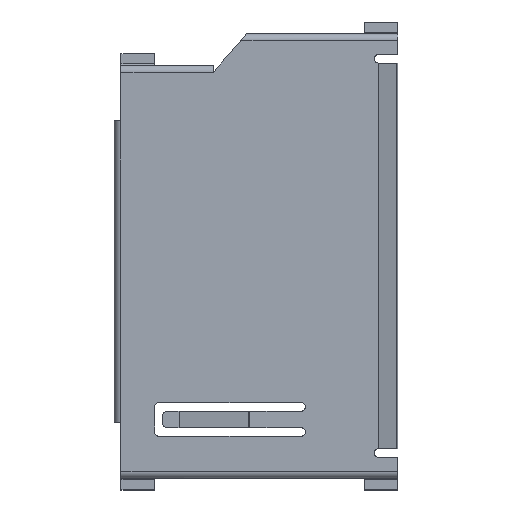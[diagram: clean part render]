
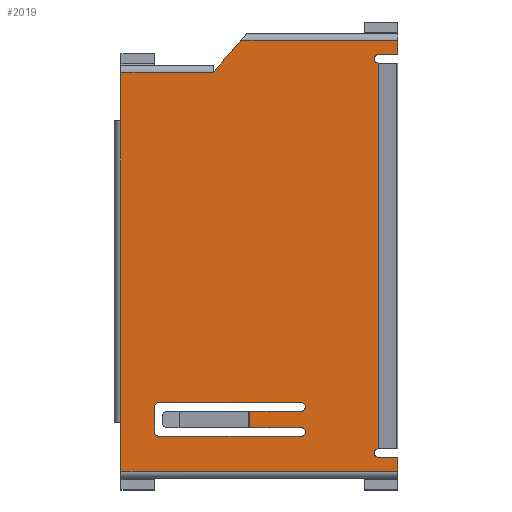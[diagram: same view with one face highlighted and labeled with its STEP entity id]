
A CAD part, top view. The second image highlights one B-rep face of the part: STEP entity #2019.
In plain terms, the highlighted planar face has unit normal (0, 0, 1).
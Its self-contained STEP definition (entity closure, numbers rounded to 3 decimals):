
#75=CIRCLE('',#2155,0.25);
#76=CIRCLE('',#2156,0.25);
#77=CIRCLE('',#2157,0.25);
#78=CIRCLE('',#2158,0.25);
#79=CIRCLE('',#2159,0.25);
#80=CIRCLE('',#2160,0.25);
#180=ORIENTED_EDGE('',*,*,#790,.F.);
#181=ORIENTED_EDGE('',*,*,#791,.T.);
#182=ORIENTED_EDGE('',*,*,#792,.T.);
#183=ORIENTED_EDGE('',*,*,#779,.T.);
#184=ORIENTED_EDGE('',*,*,#793,.T.);
#185=ORIENTED_EDGE('',*,*,#794,.F.);
#186=ORIENTED_EDGE('',*,*,#795,.F.);
#187=ORIENTED_EDGE('',*,*,#796,.F.);
#188=ORIENTED_EDGE('',*,*,#797,.T.);
#189=ORIENTED_EDGE('',*,*,#798,.T.);
#190=ORIENTED_EDGE('',*,*,#799,.T.);
#191=ORIENTED_EDGE('',*,*,#800,.T.);
#192=ORIENTED_EDGE('',*,*,#769,.T.);
#193=ORIENTED_EDGE('',*,*,#801,.F.);
#194=ORIENTED_EDGE('',*,*,#802,.F.);
#195=ORIENTED_EDGE('',*,*,#803,.T.);
#196=ORIENTED_EDGE('',*,*,#804,.T.);
#197=ORIENTED_EDGE('',*,*,#805,.T.);
#198=ORIENTED_EDGE('',*,*,#806,.T.);
#199=ORIENTED_EDGE('',*,*,#807,.T.);
#200=ORIENTED_EDGE('',*,*,#808,.T.);
#201=ORIENTED_EDGE('',*,*,#809,.T.);
#202=ORIENTED_EDGE('',*,*,#810,.T.);
#203=ORIENTED_EDGE('',*,*,#811,.T.);
#204=ORIENTED_EDGE('',*,*,#812,.T.);
#769=EDGE_CURVE('',#1075,#1074,#1267,.T.);
#779=EDGE_CURVE('',#1084,#1085,#1273,.T.);
#790=EDGE_CURVE('',#1094,#1095,#1280,.T.);
#791=EDGE_CURVE('',#1094,#1096,#75,.T.);
#792=EDGE_CURVE('',#1096,#1084,#1281,.F.);
#793=EDGE_CURVE('',#1085,#1097,#1282,.T.);
#794=EDGE_CURVE('',#1098,#1097,#1283,.T.);
#795=EDGE_CURVE('',#1099,#1098,#1284,.T.);
#796=EDGE_CURVE('',#1100,#1099,#1285,.T.);
#797=EDGE_CURVE('',#1100,#1101,#1286,.T.);
#798=EDGE_CURVE('',#1101,#1102,#1287,.T.);
#799=EDGE_CURVE('',#1102,#1103,#1288,.T.);
#800=EDGE_CURVE('',#1103,#1075,#1289,.T.);
#801=EDGE_CURVE('',#1104,#1074,#1290,.T.);
#802=EDGE_CURVE('',#1095,#1104,#76,.T.);
#803=EDGE_CURVE('',#1105,#1106,#1291,.T.);
#804=EDGE_CURVE('',#1106,#1107,#1292,.F.);
#805=EDGE_CURVE('',#1107,#1108,#1293,.T.);
#806=EDGE_CURVE('',#1108,#1109,#77,.T.);
#807=EDGE_CURVE('',#1109,#1110,#1294,.T.);
#808=EDGE_CURVE('',#1110,#1111,#78,.T.);
#809=EDGE_CURVE('',#1111,#1112,#1295,.T.);
#810=EDGE_CURVE('',#1112,#1113,#79,.T.);
#811=EDGE_CURVE('',#1113,#1114,#1296,.T.);
#812=EDGE_CURVE('',#1114,#1105,#80,.T.);
#1074=VERTEX_POINT('',#2963);
#1075=VERTEX_POINT('',#2965);
#1084=VERTEX_POINT('',#2985);
#1085=VERTEX_POINT('',#2986);
#1094=VERTEX_POINT('',#3007);
#1095=VERTEX_POINT('',#3008);
#1096=VERTEX_POINT('',#3010);
#1097=VERTEX_POINT('',#3013);
#1098=VERTEX_POINT('',#3015);
#1099=VERTEX_POINT('',#3017);
#1100=VERTEX_POINT('',#3019);
#1101=VERTEX_POINT('',#3021);
#1102=VERTEX_POINT('',#3023);
#1103=VERTEX_POINT('',#3025);
#1104=VERTEX_POINT('',#3028);
#1105=VERTEX_POINT('',#3031);
#1106=VERTEX_POINT('',#3032);
#1107=VERTEX_POINT('',#3034);
#1108=VERTEX_POINT('',#3036);
#1109=VERTEX_POINT('',#3038);
#1110=VERTEX_POINT('',#3040);
#1111=VERTEX_POINT('',#3042);
#1112=VERTEX_POINT('',#3044);
#1113=VERTEX_POINT('',#3046);
#1114=VERTEX_POINT('',#3048);
#1267=LINE('',#2964,#1501);
#1273=LINE('',#2984,#1507);
#1280=LINE('',#3006,#1514);
#1281=LINE('',#3011,#1515);
#1282=LINE('',#3012,#1516);
#1283=LINE('',#3014,#1517);
#1284=LINE('',#3016,#1518);
#1285=LINE('',#3018,#1519);
#1286=LINE('',#3020,#1520);
#1287=LINE('',#3022,#1521);
#1288=LINE('',#3024,#1522);
#1289=LINE('',#3026,#1523);
#1290=LINE('',#3027,#1524);
#1291=LINE('',#3030,#1525);
#1292=LINE('',#3033,#1526);
#1293=LINE('',#3035,#1527);
#1294=LINE('',#3039,#1528);
#1295=LINE('',#3043,#1529);
#1296=LINE('',#3047,#1530);
#1501=VECTOR('',#2355,1000.);
#1507=VECTOR('',#2371,1000.);
#1514=VECTOR('',#2388,1000.);
#1515=VECTOR('',#2391,1000.);
#1516=VECTOR('',#2392,1000.);
#1517=VECTOR('',#2393,1000.);
#1518=VECTOR('',#2394,1000.);
#1519=VECTOR('',#2395,1000.);
#1520=VECTOR('',#2396,1000.);
#1521=VECTOR('',#2397,1000.);
#1522=VECTOR('',#2398,1000.);
#1523=VECTOR('',#2399,1000.);
#1524=VECTOR('',#2400,1000.);
#1525=VECTOR('',#2403,1000.);
#1526=VECTOR('',#2404,1000.);
#1527=VECTOR('',#2405,1000.);
#1528=VECTOR('',#2408,1000.);
#1529=VECTOR('',#2411,1000.);
#1530=VECTOR('',#2414,1000.);
#1715=EDGE_LOOP('',(#180,#181,#182,#183,#184,#185,#186,#187,#188,#189,#190,
#191,#192,#193,#194));
#1716=EDGE_LOOP('',(#195,#196,#197,#198,#199,#200,#201,#202,#203,#204));
#1831=FACE_BOUND('',#1715,.T.);
#1832=FACE_BOUND('',#1716,.T.);
#1946=PLANE('',#2154);
#2019=ADVANCED_FACE('',(#1831,#1832),#1946,.T.);
#2154=AXIS2_PLACEMENT_3D('',#3005,#2386,#2387);
#2155=AXIS2_PLACEMENT_3D('',#3009,#2389,#2390);
#2156=AXIS2_PLACEMENT_3D('',#3029,#2401,#2402);
#2157=AXIS2_PLACEMENT_3D('',#3037,#2406,#2407);
#2158=AXIS2_PLACEMENT_3D('',#3041,#2409,#2410);
#2159=AXIS2_PLACEMENT_3D('',#3045,#2412,#2413);
#2160=AXIS2_PLACEMENT_3D('',#3049,#2415,#2416);
#2355=DIRECTION('',(0.,1.,0.));
#2371=DIRECTION('',(0.,1.,0.));
#2386=DIRECTION('',(0.,0.,1.));
#2387=DIRECTION('',(1.,0.,0.));
#2388=DIRECTION('',(0.,-1.,0.));
#2389=DIRECTION('',(0.,0.,-1.));
#2390=DIRECTION('',(-1.,0.,0.));
#2391=DIRECTION('',(-1.,0.,0.));
#2392=DIRECTION('',(-1.,0.,0.));
#2393=DIRECTION('',(0.656,0.755,0.));
#2394=DIRECTION('',(1.,0.,0.));
#2395=DIRECTION('',(1.,0.,0.));
#2396=DIRECTION('',(0.,-1.,0.));
#2397=DIRECTION('',(0.,-1.,0.));
#2398=DIRECTION('',(0.,-1.,0.));
#2399=DIRECTION('',(1.,0.,0.));
#2400=DIRECTION('',(1.,0.,0.));
#2401=DIRECTION('',(0.,0.,1.));
#2402=DIRECTION('',(1.,0.,0.));
#2403=DIRECTION('',(-1.,0.,0.));
#2404=DIRECTION('',(0.,1.,0.));
#2405=DIRECTION('',(1.,0.,0.));
#2406=DIRECTION('',(0.,0.,-1.));
#2407=DIRECTION('',(0.,-1.,0.));
#2408=DIRECTION('',(-1.,0.,0.));
#2409=DIRECTION('',(0.,0.,-1.));
#2410=DIRECTION('',(0.,-1.,0.));
#2411=DIRECTION('',(0.,1.,0.));
#2412=DIRECTION('',(0.,0.,-1.));
#2413=DIRECTION('',(0.,-1.,0.));
#2414=DIRECTION('',(1.,0.,0.));
#2415=DIRECTION('',(0.,0.,-1.));
#2416=DIRECTION('',(0.,1.,0.));
#2963=CARTESIAN_POINT('',(8.25,-12.,0.3));
#2964=CARTESIAN_POINT('',(8.25,-13.25,0.3));
#2965=CARTESIAN_POINT('',(8.25,-12.85,0.3));
#2984=CARTESIAN_POINT('',(8.25,-13.25,0.3));
#2985=CARTESIAN_POINT('',(8.25,12.,0.3));
#2986=CARTESIAN_POINT('',(8.25,12.85,0.3));
#3005=CARTESIAN_POINT('',(0.,0.,0.3));
#3006=CARTESIAN_POINT('',(7.09,11.5,0.3));
#3007=CARTESIAN_POINT('',(7.09,11.5,0.3));
#3008=CARTESIAN_POINT('',(7.09,-11.5,0.3));
#3009=CARTESIAN_POINT('',(7.09,11.75,0.3));
#3010=CARTESIAN_POINT('',(7.09,12.,0.3));
#3011=CARTESIAN_POINT('',(7.09,12.,0.3));
#3012=CARTESIAN_POINT('',(0.,12.85,0.3));
#3013=CARTESIAN_POINT('',(-1.098,12.85,0.3));
#3014=CARTESIAN_POINT('',(-2.75,10.95,0.3));
#3015=CARTESIAN_POINT('',(-2.75,10.95,0.3));
#3016=CARTESIAN_POINT('',(-8.25,10.95,0.3));
#3017=CARTESIAN_POINT('',(-2.752,10.95,0.3));
#3018=CARTESIAN_POINT('',(-8.25,10.95,0.3));
#3019=CARTESIAN_POINT('',(-8.25,10.95,0.3));
#3020=CARTESIAN_POINT('',(-8.25,13.25,0.3));
#3021=CARTESIAN_POINT('',(-8.25,8.05,0.3));
#3022=CARTESIAN_POINT('',(-8.25,8.05,0.3));
#3023=CARTESIAN_POINT('',(-8.25,-9.95,0.3));
#3024=CARTESIAN_POINT('',(-8.25,13.25,0.3));
#3025=CARTESIAN_POINT('',(-8.25,-12.85,0.3));
#3026=CARTESIAN_POINT('',(0.,-12.85,0.3));
#3027=CARTESIAN_POINT('',(7.09,-12.,0.3));
#3028=CARTESIAN_POINT('',(7.09,-12.,0.3));
#3029=CARTESIAN_POINT('',(7.09,-11.75,0.3));
#3030=CARTESIAN_POINT('',(2.5,-9.25,0.3));
#3031=CARTESIAN_POINT('',(2.5,-9.25,0.3));
#3032=CARTESIAN_POINT('',(-0.566,-9.25,0.3));
#3033=CARTESIAN_POINT('',(-0.566,0.,0.3));
#3034=CARTESIAN_POINT('',(-0.566,-10.25,0.3));
#3035=CARTESIAN_POINT('',(-5.5,-10.25,0.3));
#3036=CARTESIAN_POINT('',(2.5,-10.25,0.3));
#3037=CARTESIAN_POINT('',(2.5,-10.5,0.3));
#3038=CARTESIAN_POINT('',(2.5,-10.75,0.3));
#3039=CARTESIAN_POINT('',(2.5,-10.75,0.3));
#3040=CARTESIAN_POINT('',(-6.,-10.75,0.3));
#3041=CARTESIAN_POINT('',(-6.,-10.5,0.3));
#3042=CARTESIAN_POINT('',(-6.25,-10.5,0.3));
#3043=CARTESIAN_POINT('',(-6.25,-10.5,0.3));
#3044=CARTESIAN_POINT('',(-6.25,-9.,0.3));
#3045=CARTESIAN_POINT('',(-6.,-9.,0.3));
#3046=CARTESIAN_POINT('',(-6.,-8.75,0.3));
#3047=CARTESIAN_POINT('',(-6.,-8.75,0.3));
#3048=CARTESIAN_POINT('',(2.5,-8.75,0.3));
#3049=CARTESIAN_POINT('',(2.5,-9.,0.3));
